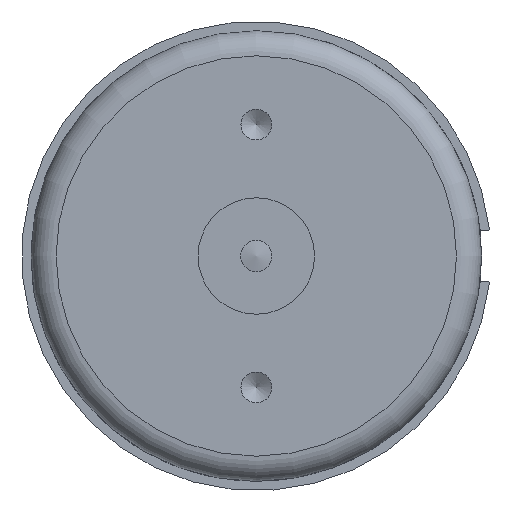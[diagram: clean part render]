
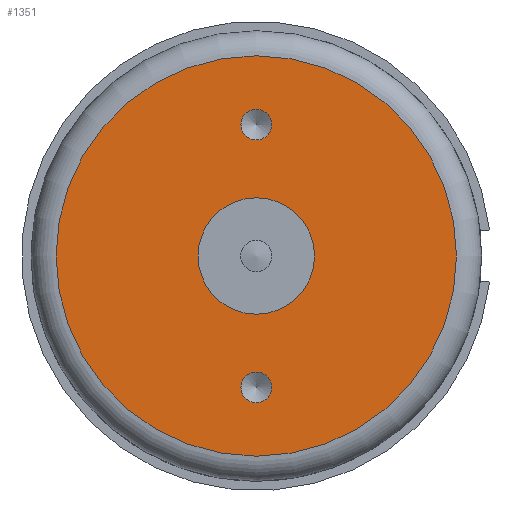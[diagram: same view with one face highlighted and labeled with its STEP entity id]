
A CAD part, front view. The second image highlights one B-rep face of the part: STEP entity #1351.
In plain terms, the highlighted planar face has unit normal (0, -1, 0).
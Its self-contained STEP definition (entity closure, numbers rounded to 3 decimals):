
#1045=CARTESIAN_POINT('',(1.23,0.0,10.5));
#1046=VERTEX_POINT('',#1045);
#1047=CARTESIAN_POINT('',(0.0,0.0,10.5));
#1048=DIRECTION('',(0.0,1.0,0.0));
#1049=DIRECTION('',(1.0,0.0,0.0));
#1050=AXIS2_PLACEMENT_3D('',#1047,#1048,#1049);
#1051=CIRCLE('',#1050,1.23);
#1052=EDGE_CURVE('',#1046,#1046,#1051,.T.);
#1124=CARTESIAN_POINT('',(1.23,0.0,-10.5));
#1125=VERTEX_POINT('',#1124);
#1126=CARTESIAN_POINT('',(0.0,0.0,-10.5));
#1127=DIRECTION('',(0.0,1.0,0.0));
#1128=DIRECTION('',(1.0,0.0,0.0));
#1129=AXIS2_PLACEMENT_3D('',#1126,#1127,#1128);
#1130=CIRCLE('',#1129,1.23);
#1131=EDGE_CURVE('',#1125,#1125,#1130,.T.);
#1264=CARTESIAN_POINT('',(4.65,0.0,0.));
#1265=VERTEX_POINT('',#1264);
#1266=CARTESIAN_POINT('',(0.0,0.0,0.0));
#1267=DIRECTION('',(0.0,1.0,0.0));
#1268=DIRECTION('',(-1.0,0.0,0.0));
#1269=AXIS2_PLACEMENT_3D('',#1266,#1267,#1268);
#1270=CIRCLE('',#1269,4.65);
#1271=EDGE_CURVE('',#1265,#1265,#1270,.T.);
#1304=CARTESIAN_POINT('',(-16.0,0.0,0.));
#1305=VERTEX_POINT('',#1304);
#1306=CARTESIAN_POINT('',(0.0,0.0,0.0));
#1307=DIRECTION('',(0.0,1.0,0.0));
#1308=DIRECTION('',(1.0,0.0,0.0));
#1309=AXIS2_PLACEMENT_3D('',#1306,#1307,#1308);
#1310=CIRCLE('',#1309,16.0);
#1311=EDGE_CURVE('',#1305,#1305,#1310,.T.);
#1334=CARTESIAN_POINT('',(0.0,0.0,0.0));
#1335=DIRECTION('',(0.0,-1.0,0.0));
#1336=DIRECTION('',(0.0,0.0,-1.0));
#1337=AXIS2_PLACEMENT_3D('',#1334,#1335,#1336);
#1338=PLANE('',#1337);
#1339=ORIENTED_EDGE('',*,*,#1311,.F.);
#1340=EDGE_LOOP('',(#1339));
#1341=FACE_OUTER_BOUND('',#1340,.T.);
#1342=ORIENTED_EDGE('',*,*,#1052,.T.);
#1343=EDGE_LOOP('',(#1342));
#1344=FACE_BOUND('',#1343,.T.);
#1345=ORIENTED_EDGE('',*,*,#1131,.T.);
#1346=EDGE_LOOP('',(#1345));
#1347=FACE_BOUND('',#1346,.T.);
#1348=ORIENTED_EDGE('',*,*,#1271,.T.);
#1349=EDGE_LOOP('',(#1348));
#1350=FACE_BOUND('',#1349,.T.);
#1351=ADVANCED_FACE('',(#1341,#1344,#1347,#1350),#1338,.T.);
